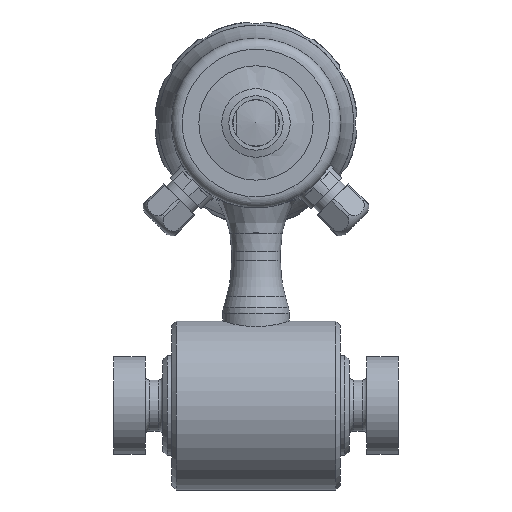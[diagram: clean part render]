
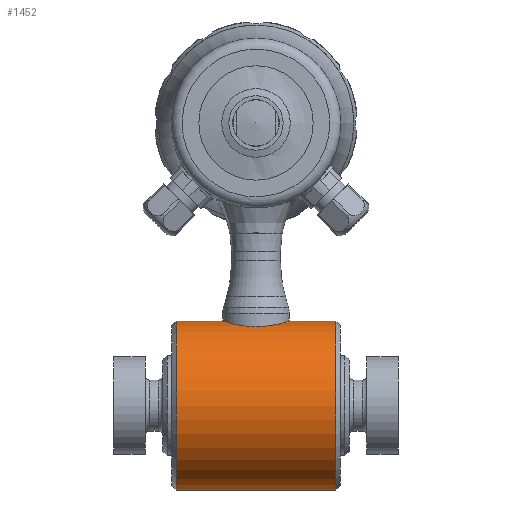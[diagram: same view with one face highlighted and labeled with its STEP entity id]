
A CAD part, left-side view. The second image highlights one B-rep face of the part: STEP entity #1452.
In plain terms, the highlighted cylindrical face has radius 38.05 mm (diameter 76.1 mm), a full revolution.
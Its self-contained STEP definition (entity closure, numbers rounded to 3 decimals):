
#1452 = ADVANCED_FACE( 'NONE', ( #3059, #3060, #3061 ), #3062, .T. );
#3059 = FACE_BOUND( '', #5430, .T. );
#3060 = FACE_OUTER_BOUND( '', #5431, .T. );
#3061 = FACE_OUTER_BOUND( '', #5432, .T. );
#3062 = CYLINDRICAL_SURFACE( '', #5433, 38.05 );
#5430 = EDGE_LOOP( '', ( #9842, #9843, #9844, #9845, #9846, #9847 ) );
#5431 = EDGE_LOOP( '', ( #9848 ) );
#5432 = EDGE_LOOP( '', ( #9849 ) );
#5433 = AXIS2_PLACEMENT_3D( '', #9850, #9851, #9852 );
#9842 = ORIENTED_EDGE( '', *, *, #12030, .F. );
#9843 = ORIENTED_EDGE( '', *, *, #11767, .F. );
#9844 = ORIENTED_EDGE( '', *, *, #11313, .F. );
#9845 = ORIENTED_EDGE( '', *, *, #11260, .F. );
#9846 = ORIENTED_EDGE( '', *, *, #11981, .F. );
#9847 = ORIENTED_EDGE( '', *, *, #11317, .F. );
#9848 = ORIENTED_EDGE( '', *, *, #10624, .F. );
#9849 = ORIENTED_EDGE( '', *, *, #10992, .T. );
#9850 = CARTESIAN_POINT( '', ( 0., -109.971, 0. ) );
#9851 = DIRECTION( '', ( 0., 1., 0. ) );
#9852 = DIRECTION( '', ( 0., 0., 1. ) );
#10624 = EDGE_CURVE( 'NONE', #12543, #12543, #12544, .T. );
#10992 = EDGE_CURVE( 'NONE', #13174, #13174, #13175, .T. );
#11260 = EDGE_CURVE( '', #13584, #13587, #13588, .F. );
#11313 = EDGE_CURVE( '', #13587, #13667, #13668, .T. );
#11317 = EDGE_CURVE( '', #13673, #13675, #13676, .T. );
#11767 = EDGE_CURVE( '', #13667, #14314, #14315, .T. );
#11981 = EDGE_CURVE( '', #13675, #13584, #14586, .T. );
#12030 = EDGE_CURVE( '', #14314, #13673, #14639, .F. );
#12543 = VERTEX_POINT( '', #15422 );
#12544 = CIRCLE( '', #15423, 38.05 );
#13174 = VERTEX_POINT( '', #17031 );
#13175 = CIRCLE( '', #17032, 38.05 );
#13584 = VERTEX_POINT( '', #18047 );
#13587 = VERTEX_POINT( '', #18065 );
#13588 = LINE( '', #18066, #18067 );
#13667 = VERTEX_POINT( '', #18336 );
#13668 = B_SPLINE_CURVE_WITH_KNOTS( '', 3, ( #18337, #18338, #18339, #18340, #18341, #18342, #18343, #18344, #18345, #18346, #18347, #18348 ), .UNSPECIFIED., .F., .F., ( 4, 1, 1, 1, 1, 1, 1, 1, 1, 4 ), ( 0., 0.1, 0.2, 0.3, 0.4, 0.499, 0.5, 0.666, 0.833, 1. ), .UNSPECIFIED. );
#13673 = VERTEX_POINT( '', #18385 );
#13675 = VERTEX_POINT( '', #18394 );
#13676 = B_SPLINE_CURVE_WITH_KNOTS( '', 3, ( #18395, #18396, #18397, #18398, #18399, #18400, #18401, #18402, #18403, #18404, #18405, #18406, #18407 ), .UNSPECIFIED., .F., .F., ( 4, 1, 1, 1, 1, 1, 1, 1, 1, 1, 4 ), ( 0., 0.1, 0.2, 0.3, 0.4, 0.5, 0.6, 0.7, 0.8, 0.9, 1. ), .UNSPECIFIED. );
#14314 = VERTEX_POINT( '', #20468 );
#14315 = LINE( '', #20469, #20470 );
#14586 = LINE( '', #21155, #21156 );
#14639 = LINE( '', #21240, #21241 );
#15422 = CARTESIAN_POINT( '', ( 0., -36., 38.05 ) );
#15423 = AXIS2_PLACEMENT_3D( '', #21927, #21928, #21929 );
#17031 = CARTESIAN_POINT( '', ( 0., 36., 38.05 ) );
#17032 = AXIS2_PLACEMENT_3D( '', #22377, #22378, #22379 );
#18047 = CARTESIAN_POINT( '', ( -1.786, 9.331, 38.008 ) );
#18065 = CARTESIAN_POINT( '', ( -1.786, -14.893, 38.008 ) );
#18066 = CARTESIAN_POINT( '', ( -1.786, -15., 38.008 ) );
#18067 = VECTOR( '', #22680, 1000. );
#18336 = CARTESIAN_POINT( '', ( 1.786, -14.893, 38.008 ) );
#18337 = CARTESIAN_POINT( '', ( -1.786, -14.893, 38.008 ) );
#18338 = CARTESIAN_POINT( '', ( -1.667, -14.907, 38.013 ) );
#18339 = CARTESIAN_POINT( '', ( -1.43, -14.934, 38.024 ) );
#18340 = CARTESIAN_POINT( '', ( -1.073, -14.963, 38.035 ) );
#18341 = CARTESIAN_POINT( '', ( -0.716, -14.984, 38.044 ) );
#18342 = CARTESIAN_POINT( '', ( -0.359, -14.997, 38.049 ) );
#18343 = CARTESIAN_POINT( '', ( -0.12, -15., 38.05 ) );
#18344 = CARTESIAN_POINT( '', ( 0.198, -15., 38.05 ) );
#18345 = CARTESIAN_POINT( '', ( 0.596, -14.992, 38.047 ) );
#18346 = CARTESIAN_POINT( '', ( 1.192, -14.958, 38.033 ) );
#18347 = CARTESIAN_POINT( '', ( 1.588, -14.915, 38.016 ) );
#18348 = CARTESIAN_POINT( '', ( 1.786, -14.893, 38.008 ) );
#18385 = CARTESIAN_POINT( '', ( 1.786, 14.893, 38.008 ) );
#18394 = CARTESIAN_POINT( '', ( -1.786, 14.893, 38.008 ) );
#18395 = CARTESIAN_POINT( '', ( 1.786, 14.893, 38.008 ) );
#18396 = CARTESIAN_POINT( '', ( 1.667, 14.907, 38.013 ) );
#18397 = CARTESIAN_POINT( '', ( 1.43, 14.933, 38.024 ) );
#18398 = CARTESIAN_POINT( '', ( 1.073, 14.963, 38.035 ) );
#18399 = CARTESIAN_POINT( '', ( 0.716, 14.984, 38.044 ) );
#18400 = CARTESIAN_POINT( '', ( 0.358, 14.997, 38.049 ) );
#18401 = CARTESIAN_POINT( '', ( 0., 15.001, 38.05 ) );
#18402 = CARTESIAN_POINT( '', ( -0.358, 14.997, 38.049 ) );
#18403 = CARTESIAN_POINT( '', ( -0.716, 14.984, 38.044 ) );
#18404 = CARTESIAN_POINT( '', ( -1.073, 14.963, 38.035 ) );
#18405 = CARTESIAN_POINT( '', ( -1.43, 14.933, 38.024 ) );
#18406 = CARTESIAN_POINT( '', ( -1.667, 14.907, 38.013 ) );
#18407 = CARTESIAN_POINT( '', ( -1.786, 14.893, 38.008 ) );
#20468 = CARTESIAN_POINT( '', ( 1.786, 9.331, 38.008 ) );
#20469 = CARTESIAN_POINT( '', ( 1.786, -15., 38.008 ) );
#20470 = VECTOR( '', #23181, 1000. );
#21155 = CARTESIAN_POINT( '', ( -1.786, 0.036, 38.008 ) );
#21156 = VECTOR( '', #23350, 1000. );
#21240 = CARTESIAN_POINT( '', ( 1.786, 0.036, 38.008 ) );
#21241 = VECTOR( '', #23375, 1000. );
#21927 = CARTESIAN_POINT( '', ( 0., -36., 0. ) );
#21928 = DIRECTION( '', ( 0., -1., 0. ) );
#21929 = DIRECTION( '', ( 0., 0., 1. ) );
#22377 = CARTESIAN_POINT( '', ( 0., 36., 0. ) );
#22378 = DIRECTION( '', ( 0., -1., 0. ) );
#22379 = DIRECTION( '', ( 0., 0., 1. ) );
#22680 = DIRECTION( '', ( 0., 1., 0. ) );
#23181 = DIRECTION( '', ( 0., 1., 0. ) );
#23350 = DIRECTION( '', ( 0., -1., 0. ) );
#23375 = DIRECTION( '', ( 0., -1., 0. ) );
